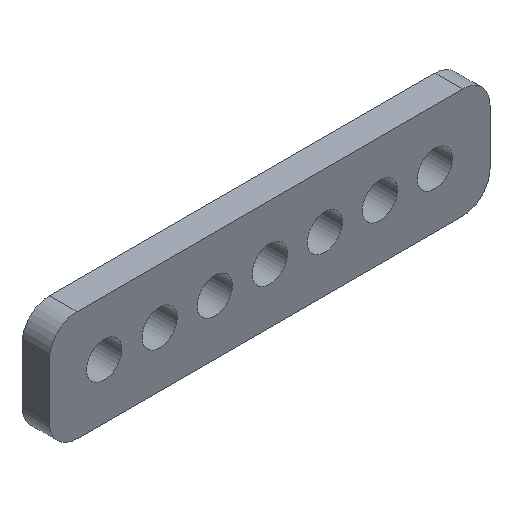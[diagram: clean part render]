
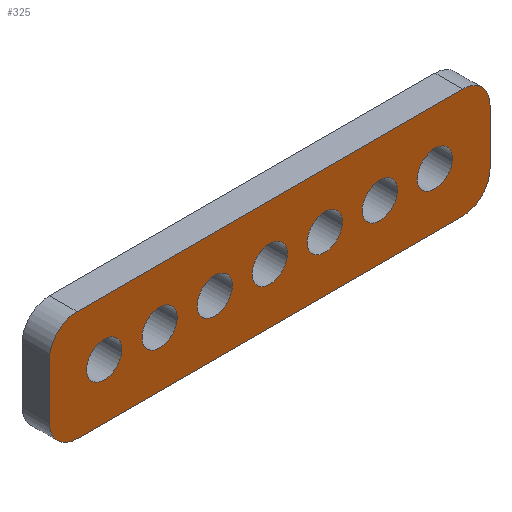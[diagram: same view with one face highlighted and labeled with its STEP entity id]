
A CAD part, isometric view. The second image highlights one B-rep face of the part: STEP entity #325.
In plain terms, the highlighted planar face has unit normal (0, -1, 0).
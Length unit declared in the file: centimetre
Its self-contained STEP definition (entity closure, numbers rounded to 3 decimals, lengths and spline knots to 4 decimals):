
#18=LINE('',#502,#34);
#23=LINE('',#516,#39);
#27=LINE('',#528,#43);
#31=LINE('',#540,#47);
#34=VECTOR('',#413,1.);
#39=VECTOR('',#426,1.);
#43=VECTOR('',#438,1.);
#47=VECTOR('',#450,1.);
#55=PLANE('',#366);
#70=FACE_BOUND('',#125,.T.);
#71=FACE_BOUND('',#126,.T.);
#72=FACE_BOUND('',#127,.T.);
#73=FACE_BOUND('',#128,.T.);
#74=FACE_BOUND('',#129,.T.);
#75=FACE_BOUND('',#130,.T.);
#76=FACE_BOUND('',#131,.T.);
#93=FACE_OUTER_BOUND('',#124,.T.);
#124=EDGE_LOOP('',(#283,#284,#285,#286,#287,#288,#289,#290));
#125=EDGE_LOOP('',(#291));
#126=EDGE_LOOP('',(#292));
#127=EDGE_LOOP('',(#293));
#128=EDGE_LOOP('',(#294));
#129=EDGE_LOOP('',(#295));
#130=EDGE_LOOP('',(#296));
#131=EDGE_LOOP('',(#297));
#133=CIRCLE('',#330,0.4064);
#135=CIRCLE('',#333,0.4064);
#137=CIRCLE('',#336,0.4064);
#139=CIRCLE('',#339,0.4064);
#141=CIRCLE('',#342,0.4064);
#143=CIRCLE('',#345,0.4064);
#145=CIRCLE('',#348,0.4064);
#146=CIRCLE('',#351,0.635);
#148=CIRCLE('',#355,0.635);
#150=CIRCLE('',#359,0.635);
#152=CIRCLE('',#363,0.635);
#155=VERTEX_POINT('',#467);
#157=VERTEX_POINT('',#472);
#159=VERTEX_POINT('',#477);
#161=VERTEX_POINT('',#482);
#163=VERTEX_POINT('',#487);
#165=VERTEX_POINT('',#492);
#167=VERTEX_POINT('',#497);
#168=VERTEX_POINT('',#500);
#169=VERTEX_POINT('',#501);
#172=VERTEX_POINT('',#509);
#174=VERTEX_POINT('',#515);
#176=VERTEX_POINT('',#521);
#178=VERTEX_POINT('',#527);
#180=VERTEX_POINT('',#533);
#182=VERTEX_POINT('',#539);
#185=EDGE_CURVE('',#155,#155,#133,.T.);
#187=EDGE_CURVE('',#157,#157,#135,.T.);
#189=EDGE_CURVE('',#159,#159,#137,.T.);
#191=EDGE_CURVE('',#161,#161,#139,.T.);
#193=EDGE_CURVE('',#163,#163,#141,.T.);
#195=EDGE_CURVE('',#165,#165,#143,.T.);
#197=EDGE_CURVE('',#167,#167,#145,.T.);
#198=EDGE_CURVE('',#168,#169,#18,.T.);
#202=EDGE_CURVE('',#172,#168,#146,.T.);
#205=EDGE_CURVE('',#174,#172,#23,.T.);
#208=EDGE_CURVE('',#176,#174,#148,.T.);
#211=EDGE_CURVE('',#178,#176,#27,.T.);
#214=EDGE_CURVE('',#180,#178,#150,.T.);
#217=EDGE_CURVE('',#182,#180,#31,.T.);
#220=EDGE_CURVE('',#169,#182,#152,.T.);
#283=ORIENTED_EDGE('',*,*,#220,.F.);
#284=ORIENTED_EDGE('',*,*,#198,.F.);
#285=ORIENTED_EDGE('',*,*,#202,.F.);
#286=ORIENTED_EDGE('',*,*,#205,.F.);
#287=ORIENTED_EDGE('',*,*,#208,.F.);
#288=ORIENTED_EDGE('',*,*,#211,.F.);
#289=ORIENTED_EDGE('',*,*,#214,.F.);
#290=ORIENTED_EDGE('',*,*,#217,.F.);
#291=ORIENTED_EDGE('',*,*,#197,.F.);
#292=ORIENTED_EDGE('',*,*,#195,.F.);
#293=ORIENTED_EDGE('',*,*,#193,.F.);
#294=ORIENTED_EDGE('',*,*,#191,.F.);
#295=ORIENTED_EDGE('',*,*,#189,.F.);
#296=ORIENTED_EDGE('',*,*,#187,.F.);
#297=ORIENTED_EDGE('',*,*,#185,.F.);
#325=ADVANCED_FACE('',(#93,#70,#71,#72,#73,#74,#75,#76),#55,.F.);
#330=AXIS2_PLACEMENT_3D('',#468,#373,#374);
#333=AXIS2_PLACEMENT_3D('',#473,#379,#380);
#336=AXIS2_PLACEMENT_3D('',#478,#385,#386);
#339=AXIS2_PLACEMENT_3D('',#483,#391,#392);
#342=AXIS2_PLACEMENT_3D('',#488,#397,#398);
#345=AXIS2_PLACEMENT_3D('',#493,#403,#404);
#348=AXIS2_PLACEMENT_3D('',#498,#409,#410);
#351=AXIS2_PLACEMENT_3D('',#510,#419,#420);
#355=AXIS2_PLACEMENT_3D('',#522,#431,#432);
#359=AXIS2_PLACEMENT_3D('',#534,#443,#444);
#363=AXIS2_PLACEMENT_3D('',#545,#455,#456);
#366=AXIS2_PLACEMENT_3D('',#548,#461,#462);
#373=DIRECTION('center_axis',(0.,-1.,0.));
#374=DIRECTION('ref_axis',(1.,0.,0.));
#379=DIRECTION('center_axis',(0.,-1.,0.));
#380=DIRECTION('ref_axis',(1.,0.,0.));
#385=DIRECTION('center_axis',(0.,-1.,0.));
#386=DIRECTION('ref_axis',(1.,0.,0.));
#391=DIRECTION('center_axis',(0.,-1.,0.));
#392=DIRECTION('ref_axis',(1.,0.,0.));
#397=DIRECTION('center_axis',(0.,-1.,0.));
#398=DIRECTION('ref_axis',(1.,0.,0.));
#403=DIRECTION('center_axis',(0.,-1.,0.));
#404=DIRECTION('ref_axis',(1.,0.,0.));
#409=DIRECTION('center_axis',(0.,-1.,0.));
#410=DIRECTION('ref_axis',(1.,0.,0.));
#413=DIRECTION('',(-1.,0.,0.));
#419=DIRECTION('center_axis',(0.,1.,0.));
#420=DIRECTION('ref_axis',(1.,0.,0.));
#426=DIRECTION('',(0.,0.,-1.));
#431=DIRECTION('center_axis',(0.,1.,0.));
#432=DIRECTION('ref_axis',(0.,0.,1.));
#438=DIRECTION('',(1.,0.,0.));
#443=DIRECTION('center_axis',(0.,1.,0.));
#444=DIRECTION('ref_axis',(-1.,0.,0.));
#450=DIRECTION('',(0.,0.,1.));
#455=DIRECTION('center_axis',(0.,1.,0.));
#456=DIRECTION('ref_axis',(0.,0.,-1.));
#461=DIRECTION('center_axis',(0.,1.,0.));
#462=DIRECTION('ref_axis',(1.,0.,0.));
#467=CARTESIAN_POINT('',(4.6736,0.,-1.27));
#468=CARTESIAN_POINT('Origin',(5.08,0.,-1.27));
#472=CARTESIAN_POINT('',(2.1336,0.,-1.27));
#473=CARTESIAN_POINT('Origin',(2.54,0.,-1.27));
#477=CARTESIAN_POINT('',(8.4824,0.,-1.27));
#478=CARTESIAN_POINT('Origin',(8.8888,0.,-1.27));
#482=CARTESIAN_POINT('',(5.9436,0.,-1.27));
#483=CARTESIAN_POINT('Origin',(6.35,0.,-1.27));
#487=CARTESIAN_POINT('',(7.2136,0.,-1.27));
#488=CARTESIAN_POINT('Origin',(7.62,0.,-1.27));
#492=CARTESIAN_POINT('',(0.8558,0.,-1.27));
#493=CARTESIAN_POINT('Origin',(1.2622,0.,-1.27));
#497=CARTESIAN_POINT('',(3.4036,0.,-1.27));
#498=CARTESIAN_POINT('Origin',(3.81,0.,-1.27));
#500=CARTESIAN_POINT('',(9.525,0.,-2.54));
#501=CARTESIAN_POINT('',(0.635,0.,-2.54));
#502=CARTESIAN_POINT('',(9.525,0.,-2.54));
#509=CARTESIAN_POINT('',(10.16,0.,-1.905));
#510=CARTESIAN_POINT('Origin',(9.525,0.,-1.905));
#515=CARTESIAN_POINT('',(10.16,0.,-0.635));
#516=CARTESIAN_POINT('',(10.16,0.,-0.635));
#521=CARTESIAN_POINT('',(9.525,0.,0.));
#522=CARTESIAN_POINT('Origin',(9.525,0.,-0.635));
#527=CARTESIAN_POINT('',(0.635,0.,0.));
#528=CARTESIAN_POINT('',(0.635,0.,0.));
#533=CARTESIAN_POINT('',(0.,0.,-0.635));
#534=CARTESIAN_POINT('Origin',(0.635,0.,-0.635));
#539=CARTESIAN_POINT('',(0.,0.,-1.905));
#540=CARTESIAN_POINT('',(0.,0.,-1.905));
#545=CARTESIAN_POINT('Origin',(0.635,0.,-1.905));
#548=CARTESIAN_POINT('Origin',(5.08,0.,-1.27));
